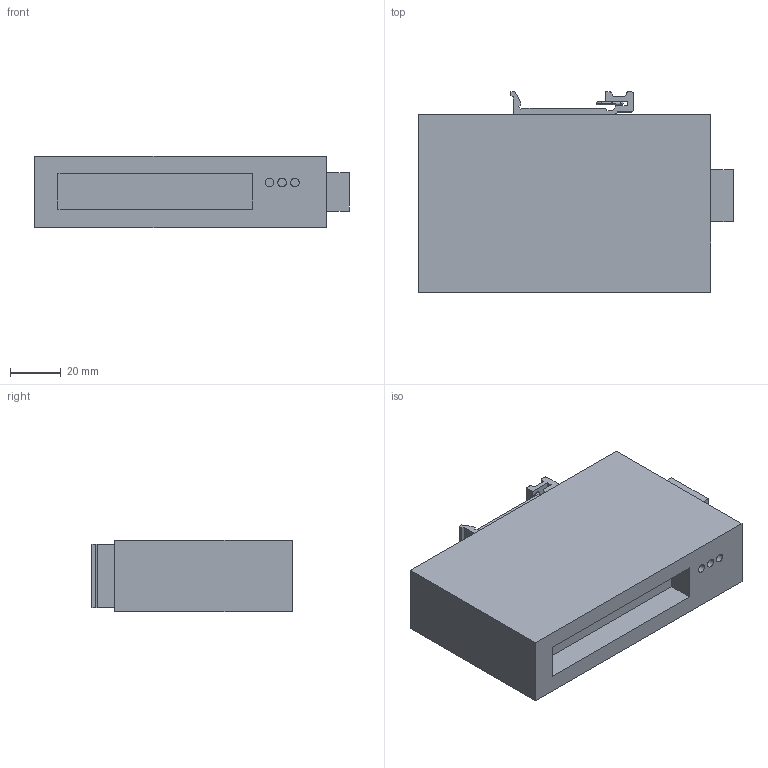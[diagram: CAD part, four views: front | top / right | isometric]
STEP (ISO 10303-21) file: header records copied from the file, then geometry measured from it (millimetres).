
FILE_DESCRIPTION((''),'2;1');
FILE_NAME('TL-SF1005000_ASM','2021-12-03T09:36:34',('admin'),(''),'CREO PARAMETRIC BY PTC INC, 2021063','CREO PARAMETRIC BY PTC INC, 2021063','');
FILE_SCHEMA(('CONFIG_CONTROL_DESIGN'));
Length unit declared in the file: millimetre
Products named in the file (7): ASM0001_ASM_25_ASM_1_ASM_1; DAOGUIKAKOU_25_1; JIEGOU115X70X28_ASM_1_ASM_1_ASM; PRT0003_1; JIEDIANDUANZI; JIEGOU115X70X28_ASM1_ASM_1_ASM; TL-SF1005000_ASM
Assembly tree (6 placements, depth 4):
  TL-SF1005000_ASM
    JIEGOU115X70X28_ASM1_ASM_1_ASM
      JIEGOU115X70X28_ASM_1_ASM_1_ASM
        ASM0001_ASM_25_ASM_1_ASM_1
        DAOGUIKAKOU_25_1
      PRT0003_1
      JIEDIANDUANZI
Bounding box: 124 x 79 x 28 mm (x, y, z)
Volume: 213696.7 mm3; surface area: 37098.4 mm2
Topology: 3 solids, 3 shells, 118 faces, 303 edges, 199 vertices
Faces by surface type: plane 68, cylinder 35, torus 7, sphere 4, cone 4
Entity records: 3833 total; most frequent: CARTESIAN_POINT 688, DIRECTION 669, ORIENTED_EDGE 598, EDGE_CURVE 299, AXIS2_PLACEMENT_3D 240, VERTEX_POINT 199, VECTOR 189, LINE 189
